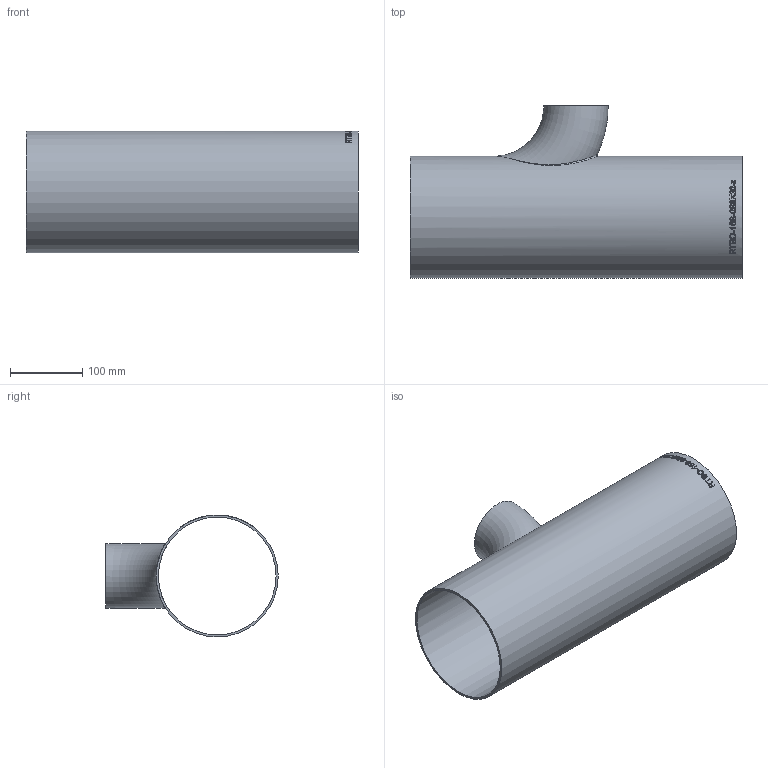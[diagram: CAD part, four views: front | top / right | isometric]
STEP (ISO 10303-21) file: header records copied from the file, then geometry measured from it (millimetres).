
FILE_DESCRIPTION (( 'STEP AP214' ), '1' );
FILE_NAME ('RTBO-168-088X30-x T-Bogen reduziert 2005.STEP', '2020-05-22T12:41:32', ( '' ), ( '' ), 'SwSTEP 2.0', 'SolidWorks 2019', '' );
FILE_SCHEMA (( 'AUTOMOTIVE_DESIGN' ));
Length unit declared in the file: millimetre
Products named in the file (1): RTBO-168-088X30-x T-Bogen reduziert 2005
Bounding box: 458 x 237.85 x 168.3 mm (x, y, z)
Volume: 772486.8 mm3; surface area: 508905.9 mm2
Topology: 1 solids, 1 shells, 244 faces, 634 edges, 423 vertices
Faces by surface type: bspline 156, plane 54, cylinder 32, torus 2
Full cylindrical faces by diameter (mm): 162.3 x1, 168.3 x1
Entity records: 45767 total; most frequent: CARTESIAN_POINT 38688, ORIENTED_EDGE 1250, EDGE_CURVE 625, B_SPLINE_CURVE_WITH_KNOTS 482, VERTEX_POINT 420, DIRECTION 391, EDGE_LOOP 285, FACE_OUTER_BOUND 250
